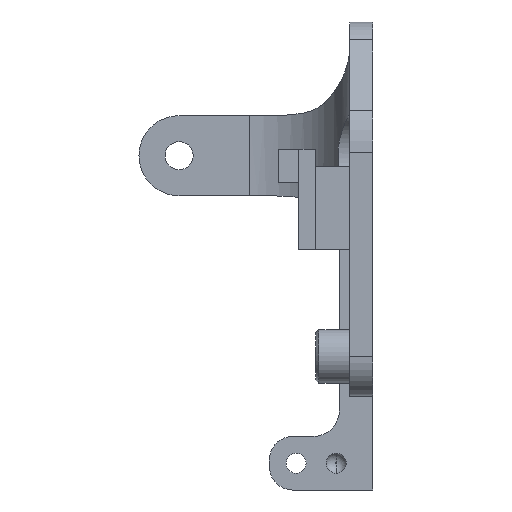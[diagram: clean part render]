
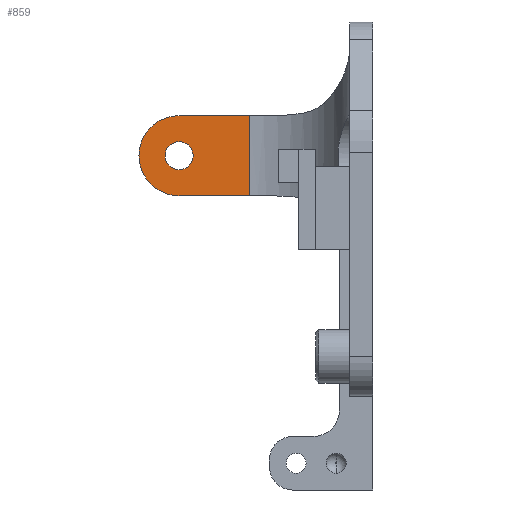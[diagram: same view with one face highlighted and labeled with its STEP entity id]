
A CAD part, left-side view. The second image highlights one B-rep face of the part: STEP entity #859.
In plain terms, the highlighted planar face has unit normal (-1, 0, 0).
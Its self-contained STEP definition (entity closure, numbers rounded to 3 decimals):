
#171 = CARTESIAN_POINT ( 'NONE',  ( 37., 18.5, -6. ) ) ;
#276 = VERTEX_POINT ( 'NONE', #2155 ) ;
#368 = CARTESIAN_POINT ( 'NONE',  ( 37., 29., 0. ) ) ;
#387 = ORIENTED_EDGE ( 'NONE', *, *, #2283, .F. ) ;
#432 = DIRECTION ( 'NONE',  ( 0., 1., 0. ) ) ;
#560 = EDGE_CURVE ( 'NONE', #3684, #789, #1515, .T. ) ;
#672 = DIRECTION ( 'NONE',  ( 0., 0., 1. ) ) ;
#719 = EDGE_CURVE ( 'NONE', #276, #3993, #3165, .T. ) ;
#771 = VECTOR ( 'NONE', #432, 1000. ) ;
#777 = CARTESIAN_POINT ( 'NONE',  ( 37., 29., 0. ) ) ;
#789 = VERTEX_POINT ( 'NONE', #4828 ) ;
#829 = LINE ( 'NONE', #4319, #5065 ) ;
#859 = ADVANCED_FACE ( 'NONE', ( #4231, #3856 ), #3543, .T. ) ;
#865 = EDGE_CURVE ( 'NONE', #4540, #789, #829, .T. ) ;
#1082 = ORIENTED_EDGE ( 'NONE', *, *, #560, .T. ) ;
#1268 = CARTESIAN_POINT ( 'NONE',  ( 37., 29., -6. ) ) ;
#1515 = LINE ( 'NONE', #1921, #2180 ) ;
#1629 = CIRCLE ( 'NONE', #4632, 2.1 ) ;
#1649 = ORIENTED_EDGE ( 'NONE', *, *, #2163, .F. ) ;
#1667 = DIRECTION ( 'NONE',  ( 1., 0., 0. ) ) ;
#1921 = CARTESIAN_POINT ( 'NONE',  ( 37., 18.5, 6. ) ) ;
#2066 = LINE ( 'NONE', #1268, #771 ) ;
#2155 = CARTESIAN_POINT ( 'NONE',  ( 37., 29., -2.1 ) ) ;
#2163 = EDGE_CURVE ( 'NONE', #3684, #4234, #2066, .T. ) ;
#2180 = VECTOR ( 'NONE', #672, 1000. ) ;
#2283 = EDGE_CURVE ( 'NONE', #4234, #4540, #2971, .T. ) ;
#2319 = ORIENTED_EDGE ( 'NONE', *, *, #5029, .T. ) ;
#2340 = DIRECTION ( 'NONE',  ( 0., 0., 1. ) ) ;
#2496 = CARTESIAN_POINT ( 'NONE',  ( 37., 29., -6. ) ) ;
#2515 = CARTESIAN_POINT ( 'NONE',  ( 37., 29., 0. ) ) ;
#2563 = AXIS2_PLACEMENT_3D ( 'NONE', #777, #3143, #2340 ) ;
#2598 = ORIENTED_EDGE ( 'NONE', *, *, #865, .F. ) ;
#2725 = AXIS2_PLACEMENT_3D ( 'NONE', #2515, #4069, #4481 ) ;
#2898 = CARTESIAN_POINT ( 'NONE',  ( 37., 29., 6. ) ) ;
#2971 = CIRCLE ( 'NONE', #2725, 6. ) ;
#3143 = DIRECTION ( 'NONE',  ( -1., 0., 0. ) ) ;
#3165 = CIRCLE ( 'NONE', #3262, 2.1 ) ;
#3262 = AXIS2_PLACEMENT_3D ( 'NONE', #368, #3965, #4376 ) ;
#3479 = CARTESIAN_POINT ( 'NONE',  ( 37., 29., 2.1 ) ) ;
#3543 = PLANE ( 'NONE',  #2563 ) ;
#3601 = DIRECTION ( 'NONE',  ( 0., 0., -1. ) ) ;
#3683 = EDGE_LOOP ( 'NONE', ( #3758, #2319 ) ) ;
#3684 = VERTEX_POINT ( 'NONE', #171 ) ;
#3758 = ORIENTED_EDGE ( 'NONE', *, *, #719, .T. ) ;
#3856 = FACE_OUTER_BOUND ( 'NONE', #4487, .T. ) ;
#3965 = DIRECTION ( 'NONE',  ( 1., 0., 0. ) ) ;
#3993 = VERTEX_POINT ( 'NONE', #3479 ) ;
#4035 = CARTESIAN_POINT ( 'NONE',  ( 37., 29., 0. ) ) ;
#4069 = DIRECTION ( 'NONE',  ( 1., 0., 0. ) ) ;
#4231 = FACE_BOUND ( 'NONE', #3683, .T. ) ;
#4234 = VERTEX_POINT ( 'NONE', #2496 ) ;
#4319 = CARTESIAN_POINT ( 'NONE',  ( 37., 3.5, 6. ) ) ;
#4376 = DIRECTION ( 'NONE',  ( 0., 0., -1. ) ) ;
#4481 = DIRECTION ( 'NONE',  ( 0., 0., 1. ) ) ;
#4487 = EDGE_LOOP ( 'NONE', ( #1649, #1082, #2598, #387 ) ) ;
#4540 = VERTEX_POINT ( 'NONE', #2898 ) ;
#4632 = AXIS2_PLACEMENT_3D ( 'NONE', #4035, #1667, #3601 ) ;
#4783 = DIRECTION ( 'NONE',  ( 0., -1., 0. ) ) ;
#4828 = CARTESIAN_POINT ( 'NONE',  ( 37., 18.5, 6. ) ) ;
#5029 = EDGE_CURVE ( 'NONE', #3993, #276, #1629, .T. ) ;
#5065 = VECTOR ( 'NONE', #4783, 1000. ) ;
